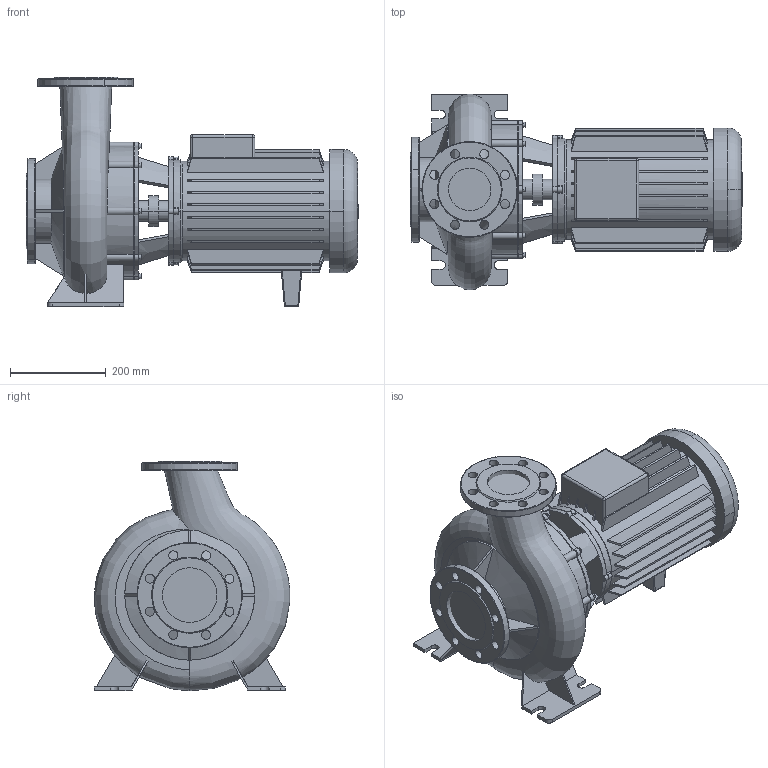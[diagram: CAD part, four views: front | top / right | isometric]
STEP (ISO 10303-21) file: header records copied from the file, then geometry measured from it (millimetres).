
FILE_DESCRIPTION((''),'2;1');
FILE_NAME('3d_BM80_230-7_5_4-2096602.stp','2011-01-26T14:46:08',(''),(''),'Mechanical Desktop 2008','Mechanical Desktop 2008',', , ');
FILE_SCHEMA(('CONFIG_CONTROL_DESIGN'));
Length unit declared in the file: millimetre
Products named in the file (1): Product
Bounding box: 694.5 x 409.62 x 480 mm (x, y, z)
Volume: 34495851.4 mm3; surface area: 1704188.9 mm2
Topology: 11 solids, 11 shells, 641 faces, 1649 edges, 1062 vertices
Faces by surface type: plane 285, bspline 177, cylinder 125, cone 44, sphere 8, torus 2
Entity records: 28502 total; most frequent: CARTESIAN_POINT 13600, ORIENTED_EDGE 3282, DIRECTION 2796, EDGE_CURVE 1641, VERTEX_POINT 1062, AXIS2_PLACEMENT_3D 951, VECTOR 894, LINE 894
